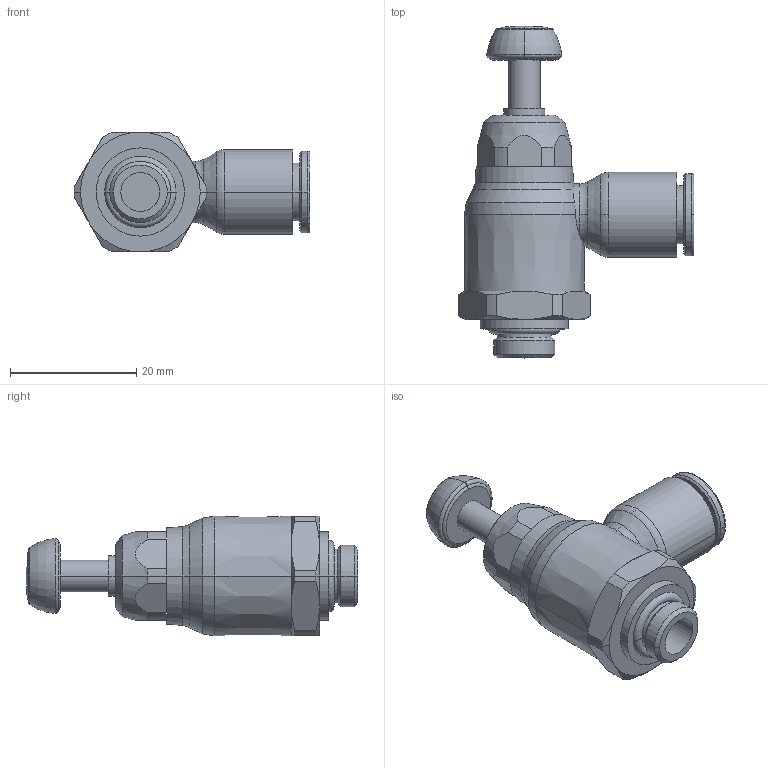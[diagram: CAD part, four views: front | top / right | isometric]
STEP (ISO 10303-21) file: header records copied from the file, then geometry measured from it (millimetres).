
FILE_DESCRIPTION(('STEP AP214'),'1');
FILE_NAME('7062_08_10.stp','2016-07-07T14:20:57',('TraceParts'),('TraceParts S.A.'),'Spatial InterOp 3D',' ',' ');
FILE_SCHEMA(('automotive_design'));
Length unit declared in the file: millimetre
Products named in the file (1): 1
Bounding box: 37.4 x 52.69 x 19 mm (x, y, z)
Volume: 9266.5 mm3; surface area: 5146.2 mm2
Topology: 1 solids, 1 shells, 126 faces, 312 edges, 195 vertices
Faces by surface type: cylinder 40, cone 40, plane 26, torus 18, revolution 2
Entity records: 4014 total; most frequent: CARTESIAN_POINT 978, DIRECTION 691, ORIENTED_EDGE 620, EDGE_CURVE 310, AXIS2_PLACEMENT_3D 298, VERTEX_POINT 195, CIRCLE 173, EDGE_LOOP 137
